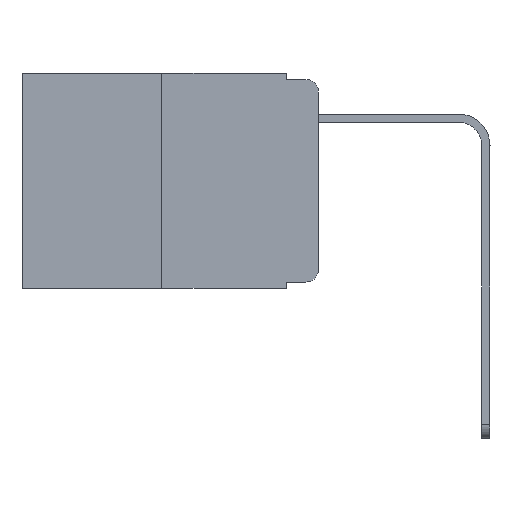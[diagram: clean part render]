
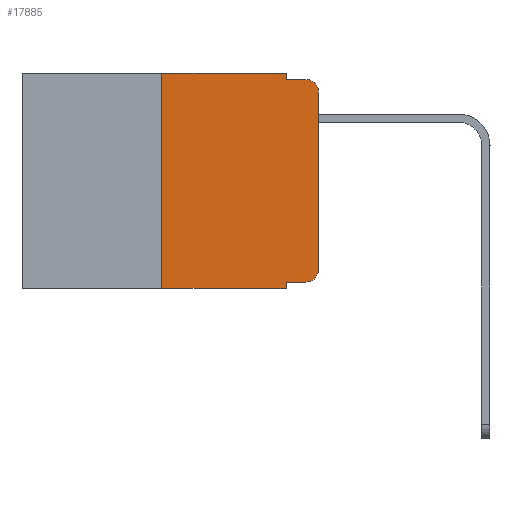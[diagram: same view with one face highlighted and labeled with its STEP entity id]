
A CAD part, left-side view. The second image highlights one B-rep face of the part: STEP entity #17885.
In plain terms, the highlighted planar face has unit normal (-1, 0, 0).
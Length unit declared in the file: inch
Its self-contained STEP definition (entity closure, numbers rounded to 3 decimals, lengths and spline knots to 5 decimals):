
#403 = CARTESIAN_POINT ( 'NONE',  ( 0., 0.051, -0.343 ) ) ;
#432 = EDGE_CURVE ( 'NONE', #11749, #6449, #433, .T. ) ;
#433 = LINE ( 'NONE', #13440, #18022 ) ;
#520 = FACE_OUTER_BOUND ( 'NONE', #3298, .T. ) ;
#1251 = DIRECTION ( 'NONE',  ( 1., 0., 0. ) ) ;
#1396 = CARTESIAN_POINT ( 'NONE',  ( 0., 0.051, 0. ) ) ;
#1609 = VERTEX_POINT ( 'NONE', #403 ) ;
#2226 = AXIS2_PLACEMENT_3D ( 'NONE', #5791, #14852, #5534 ) ;
#2253 = ORIENTED_EDGE ( 'NONE', *, *, #13352, .F. ) ;
#2511 = VECTOR ( 'NONE', #10675, 39.37008 ) ;
#2815 = CARTESIAN_POINT ( 'NONE',  ( 0., 0.051, 0. ) ) ;
#2834 = VERTEX_POINT ( 'NONE', #13927 ) ;
#3119 = EDGE_CURVE ( 'NONE', #2834, #19691, #8726, .T. ) ;
#3298 = EDGE_LOOP ( 'NONE', ( #7695, #14582, #15780, #18508, #3541, #19277, #8137, #2253, #12508, #19960 ) ) ;
#3541 = ORIENTED_EDGE ( 'NONE', *, *, #19407, .F. ) ;
#3786 = EDGE_CURVE ( 'NONE', #4413, #17228, #4152, .T. ) ;
#3923 = EDGE_CURVE ( 'NONE', #19691, #5035, #16207, .T. ) ;
#4145 = CARTESIAN_POINT ( 'NONE',  ( 0., 0.25, -0.343 ) ) ;
#4152 = LINE ( 'NONE', #13498, #10389 ) ;
#4313 = EDGE_CURVE ( 'NONE', #11749, #1609, #19805, .T. ) ;
#4341 = CARTESIAN_POINT ( 'NONE',  ( 0., 0., -0.313 ) ) ;
#4413 = VERTEX_POINT ( 'NONE', #11146 ) ;
#4744 = DIRECTION ( 'NONE',  ( 0., -1., 0. ) ) ;
#4998 = VERTEX_POINT ( 'NONE', #1396 ) ;
#5035 = VERTEX_POINT ( 'NONE', #4341 ) ;
#5534 = DIRECTION ( 'NONE',  ( 0., 0., -1. ) ) ;
#5694 = CARTESIAN_POINT ( 'NONE',  ( 0., 0.473, 0. ) ) ;
#5791 = CARTESIAN_POINT ( 'NONE',  ( 0., 0.02, -0.03 ) ) ;
#6449 = VERTEX_POINT ( 'NONE', #9670 ) ;
#7042 = EDGE_CURVE ( 'NONE', #8107, #17228, #18310, .T. ) ;
#7514 = VECTOR ( 'NONE', #18192, 39.37008 ) ;
#7654 = CARTESIAN_POINT ( 'NONE',  ( 0., 0.473, 0. ) ) ;
#7695 = ORIENTED_EDGE ( 'NONE', *, *, #14947, .T. ) ;
#8107 = VERTEX_POINT ( 'NONE', #9436 ) ;
#8137 = ORIENTED_EDGE ( 'NONE', *, *, #4313, .T. ) ;
#8726 = LINE ( 'NONE', #10561, #7514 ) ;
#8779 = DIRECTION ( 'NONE',  ( 0., 0., 1. ) ) ;
#9089 = EDGE_CURVE ( 'NONE', #4998, #4413, #15100, .T. ) ;
#9436 = CARTESIAN_POINT ( 'NONE',  ( 0., 0., -0.03 ) ) ;
#9670 = CARTESIAN_POINT ( 'NONE',  ( 0., 0.25, 0. ) ) ;
#9881 = DIRECTION ( 'NONE',  ( 0., 0., -1. ) ) ;
#10387 = DIRECTION ( 'NONE',  ( 0., 0., 1. ) ) ;
#10389 = VECTOR ( 'NONE', #13700, 39.37008 ) ;
#10561 = CARTESIAN_POINT ( 'NONE',  ( 0., 0.051, -0.333 ) ) ;
#10642 = DIRECTION ( 'NONE',  ( 0., 0., -1. ) ) ;
#10675 = DIRECTION ( 'NONE',  ( 0., 0., -1. ) ) ;
#11146 = CARTESIAN_POINT ( 'NONE',  ( 0., 0.051, -0.01 ) ) ;
#11749 = VERTEX_POINT ( 'NONE', #4145 ) ;
#11818 = PLANE ( 'NONE',  #12579 ) ;
#12288 = LINE ( 'NONE', #17641, #15450 ) ;
#12508 = ORIENTED_EDGE ( 'NONE', *, *, #3119, .T. ) ;
#12579 = AXIS2_PLACEMENT_3D ( 'NONE', #5694, #1251, #13445 ) ;
#13184 = LINE ( 'NONE', #14673, #19924 ) ;
#13352 = EDGE_CURVE ( 'NONE', #2834, #1609, #12288, .T. ) ;
#13440 = CARTESIAN_POINT ( 'NONE',  ( 0., 0.25, 0. ) ) ;
#13445 = DIRECTION ( 'NONE',  ( 0., 0., -1. ) ) ;
#13498 = CARTESIAN_POINT ( 'NONE',  ( 0., 0.051, -0.01 ) ) ;
#13700 = DIRECTION ( 'NONE',  ( 0., -1., 0. ) ) ;
#13927 = CARTESIAN_POINT ( 'NONE',  ( 0., 0.051, -0.333 ) ) ;
#13949 = DIRECTION ( 'NONE',  ( 0., -1., 0. ) ) ;
#14582 = ORIENTED_EDGE ( 'NONE', *, *, #7042, .T. ) ;
#14673 = CARTESIAN_POINT ( 'NONE',  ( 0., 0., 0. ) ) ;
#14742 = CARTESIAN_POINT ( 'NONE',  ( 0., 0.02, -0.333 ) ) ;
#14852 = DIRECTION ( 'NONE',  ( -1., 0., 0. ) ) ;
#14947 = EDGE_CURVE ( 'NONE', #5035, #8107, #13184, .T. ) ;
#15100 = LINE ( 'NONE', #2815, #2511 ) ;
#15339 = CARTESIAN_POINT ( 'NONE',  ( 0., 0.02, -0.313 ) ) ;
#15450 = VECTOR ( 'NONE', #9881, 39.37008 ) ;
#15529 = DIRECTION ( 'NONE',  ( -1., 0., 0. ) ) ;
#15780 = ORIENTED_EDGE ( 'NONE', *, *, #3786, .F. ) ;
#16207 = CIRCLE ( 'NONE', #17557, 0.02 ) ;
#16860 = VECTOR ( 'NONE', #13949, 39.37008 ) ;
#17088 = CARTESIAN_POINT ( 'NONE',  ( 0., 0.473, -0.343 ) ) ;
#17228 = VERTEX_POINT ( 'NONE', #17914 ) ;
#17327 = LINE ( 'NONE', #7654, #16860 ) ;
#17557 = AXIS2_PLACEMENT_3D ( 'NONE', #15339, #15529, #10642 ) ;
#17641 = CARTESIAN_POINT ( 'NONE',  ( 0., 0.051, 0. ) ) ;
#17885 = ADVANCED_FACE ( 'NONE', ( #520 ), #11818, .F. ) ;
#17914 = CARTESIAN_POINT ( 'NONE',  ( 0., 0.02, -0.01 ) ) ;
#18022 = VECTOR ( 'NONE', #10387, 39.37008 ) ;
#18126 = VECTOR ( 'NONE', #4744, 39.37008 ) ;
#18192 = DIRECTION ( 'NONE',  ( 0., -1., 0. ) ) ;
#18310 = CIRCLE ( 'NONE', #2226, 0.02 ) ;
#18508 = ORIENTED_EDGE ( 'NONE', *, *, #9089, .F. ) ;
#19277 = ORIENTED_EDGE ( 'NONE', *, *, #432, .F. ) ;
#19407 = EDGE_CURVE ( 'NONE', #6449, #4998, #17327, .T. ) ;
#19691 = VERTEX_POINT ( 'NONE', #14742 ) ;
#19805 = LINE ( 'NONE', #17088, #18126 ) ;
#19924 = VECTOR ( 'NONE', #8779, 39.37008 ) ;
#19960 = ORIENTED_EDGE ( 'NONE', *, *, #3923, .T. ) ;
